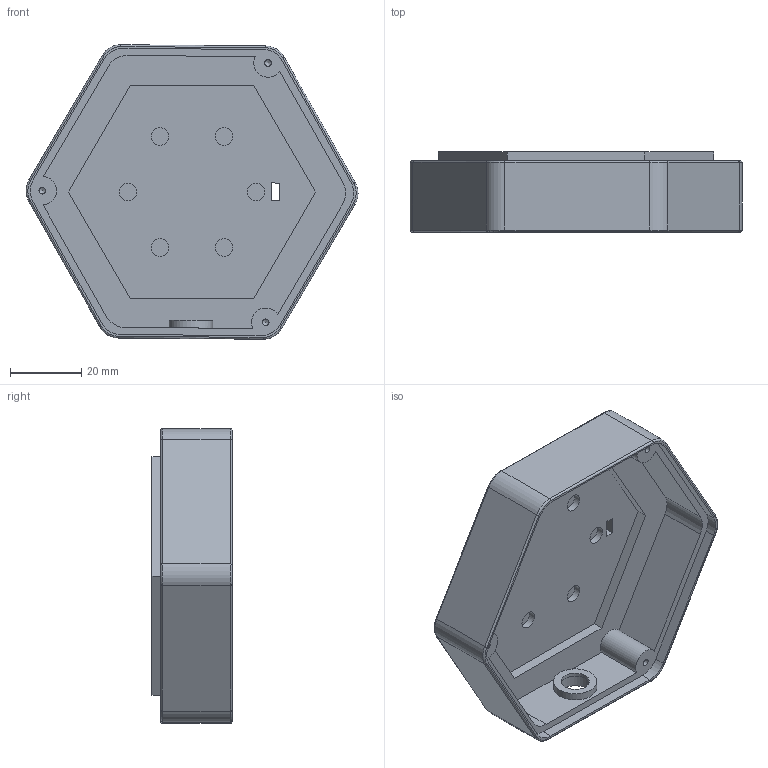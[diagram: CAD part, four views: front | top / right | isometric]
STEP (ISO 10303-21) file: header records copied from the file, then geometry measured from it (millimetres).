
FILE_DESCRIPTION(/* description */ (''),/* implementation_level */ '2;1');
FILE_NAME(/* name */ 'Charging Station.step',/* time_stamp */ '2022-12-02T21:44:09+01:00',/* author */ (''),/* organization */ (''),/* preprocessor_version */ 'ST-DEVELOPER v19.2',/* originating_system */ 'Autodesk Translation Framework v11.17.0.187',/* authorisation */ '');
FILE_SCHEMA (('AUTOMOTIVE_DESIGN { 1 0 10303 214 3 1 1 }'));
Length unit declared in the file: millimetre
Products named in the file (1): Charging Station
Bounding box: 93.14 x 22.5 x 82.62 mm (x, y, z)
Volume: 31080 mm3; surface area: 23480.8 mm2
Topology: 1 solids, 1 shells, 105 faces, 246 edges, 155 vertices
Faces by surface type: plane 48, cylinder 42, torus 12, cone 3
Full cylindrical faces by diameter (mm): 1.85 x3, 4.95 x6, 8 x1, 10.2 x1, 12.2 x1
Entity records: 3033 total; most frequent: DIRECTION 551, CARTESIAN_POINT 504, ORIENTED_EDGE 486, EDGE_CURVE 243, AXIS2_PLACEMENT_3D 202, VERTEX_POINT 155, LINE 147, VECTOR 147
